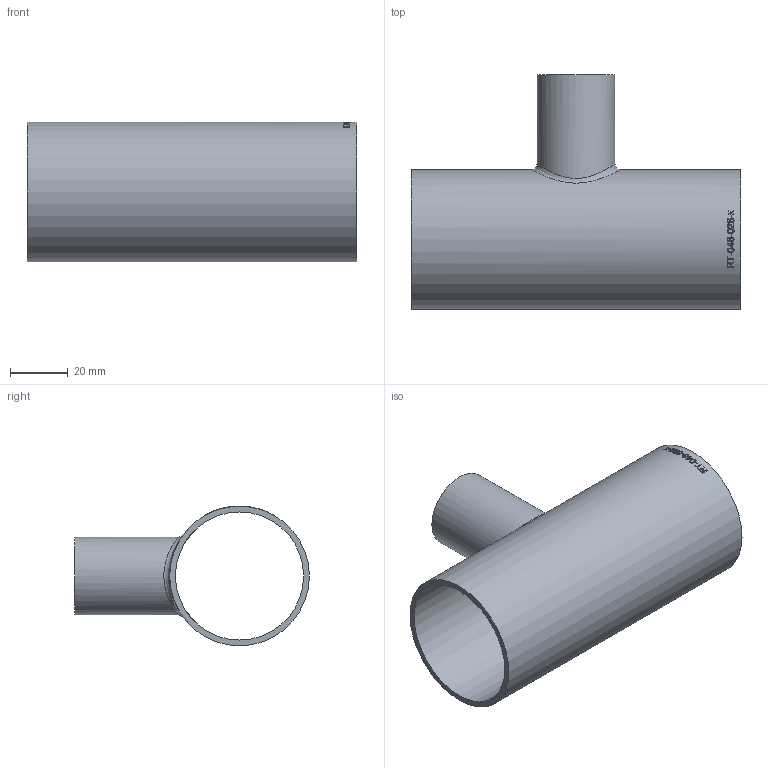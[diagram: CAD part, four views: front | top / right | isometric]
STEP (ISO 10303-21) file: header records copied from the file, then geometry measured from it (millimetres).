
FILE_DESCRIPTION (( 'STEP AP214' ), '1' );
FILE_NAME ('RT-048-026-x T-Stück Ø48,3x2,0-Ø26,9x2,0 BL114 1910.STEP', '2019-10-23T07:28:04', ( '' ), ( '' ), 'SwSTEP 2.0', 'SolidWorks 2016', '' );
FILE_SCHEMA (( 'AUTOMOTIVE_DESIGN' ));
Length unit declared in the file: millimetre
Products named in the file (1): RT-048-026-x T-Stück Ø48,3x2,0-Ø26,9x2,0 BL114 1910
Bounding box: 114 x 81.15 x 48.3 mm (x, y, z)
Volume: 37724.6 mm3; surface area: 38378.4 mm2
Topology: 1 solids, 1 shells, 161 faces, 418 edges, 278 vertices
Faces by surface type: bspline 87, plane 51, cylinder 23
Full cylindrical faces by diameter (mm): 22.9 x1, 26.9 x1, 44.3 x1, 48.3 x1
Entity records: 16902 total; most frequent: CARTESIAN_POINT 12088, ORIENTED_EDGE 818, EDGE_CURVE 409, DIRECTION 352, VERTEX_POINT 276, B_SPLINE_CURVE_WITH_KNOTS 269, EDGE_LOOP 191, FACE_OUTER_BOUND 167
